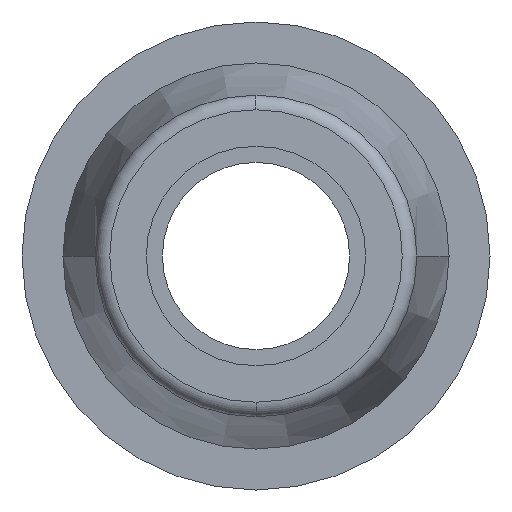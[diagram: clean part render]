
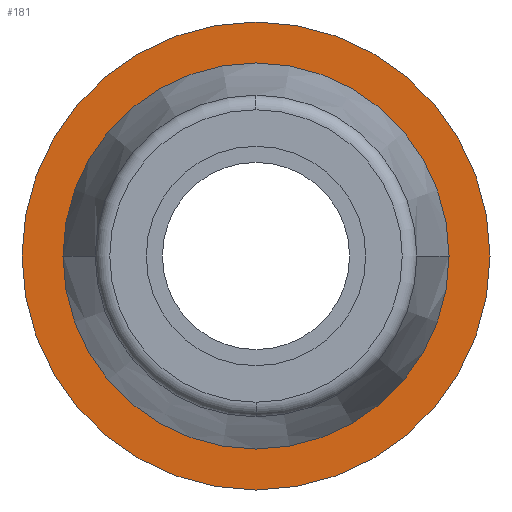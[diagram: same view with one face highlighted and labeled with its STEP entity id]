
A CAD part, front view. The second image highlights one B-rep face of the part: STEP entity #181.
In plain terms, the highlighted planar face has unit normal (0, -1, 0).
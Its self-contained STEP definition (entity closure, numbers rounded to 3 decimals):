
#181=ADVANCED_FACE('',(#371,#372),#373,.T.);
#371=FACE_OUTER_BOUND('',#560,.T.);
#372=FACE_BOUND('',#561,.T.);
#373=PLANE('',#562);
#560=EDGE_LOOP('',(#989,#990));
#561=EDGE_LOOP('',(#991,#992));
#562=AXIS2_PLACEMENT_3D('',#993,#994,#995);
#989=ORIENTED_EDGE('',*,*,#1132,.T.);
#990=ORIENTED_EDGE('',*,*,#1173,.T.);
#991=ORIENTED_EDGE('',*,*,#1118,.F.);
#992=ORIENTED_EDGE('',*,*,#1095,.F.);
#993=CARTESIAN_POINT('',(0.0,20.2,0.0));
#994=DIRECTION('',(0.0,-1.0,0.0));
#995=DIRECTION('',(-1.0,0.0,0.0));
#1095=EDGE_CURVE('',#1304,#1306,#1307,.T.);
#1118=EDGE_CURVE('',#1306,#1304,#1335,.T.);
#1132=EDGE_CURVE('',#1352,#1357,#1359,.T.);
#1173=EDGE_CURVE('',#1357,#1352,#1408,.T.);
#1304=VERTEX_POINT('',#1561);
#1306=VERTEX_POINT('',#1564);
#1307=CIRCLE('',#1565,6.6);
#1335=CIRCLE('',#1598,6.6);
#1352=VERTEX_POINT('',#1617);
#1357=VERTEX_POINT('',#1623);
#1359=CIRCLE('',#1626,8.0);
#1408=CIRCLE('',#1689,8.0);
#1561=CARTESIAN_POINT('',(6.6,20.2,0.));
#1564=CARTESIAN_POINT('',(-6.6,20.2,0.));
#1565=AXIS2_PLACEMENT_3D('',#1844,#1845,#1846);
#1598=AXIS2_PLACEMENT_3D('',#1885,#1886,#1887);
#1617=CARTESIAN_POINT('',(8.0,20.2,0.0));
#1623=CARTESIAN_POINT('',(-8.0,20.2,0.));
#1626=AXIS2_PLACEMENT_3D('',#1910,#1911,#1912);
#1689=AXIS2_PLACEMENT_3D('',#1963,#1964,#1965);
#1844=CARTESIAN_POINT('',(0.0,20.2,0.0));
#1845=DIRECTION('',(0.0,-1.0,0.0));
#1846=DIRECTION('',(1.0,0.0,0.0));
#1885=CARTESIAN_POINT('',(0.0,20.2,0.0));
#1886=DIRECTION('',(0.0,-1.0,0.0));
#1887=DIRECTION('',(1.0,0.0,0.0));
#1910=CARTESIAN_POINT('',(0.0,20.2,0.0));
#1911=DIRECTION('',(0.0,-1.0,0.0));
#1912=DIRECTION('',(1.0,0.0,0.0));
#1963=CARTESIAN_POINT('',(0.0,20.2,0.0));
#1964=DIRECTION('',(0.0,-1.0,0.0));
#1965=DIRECTION('',(1.0,0.0,0.0));
